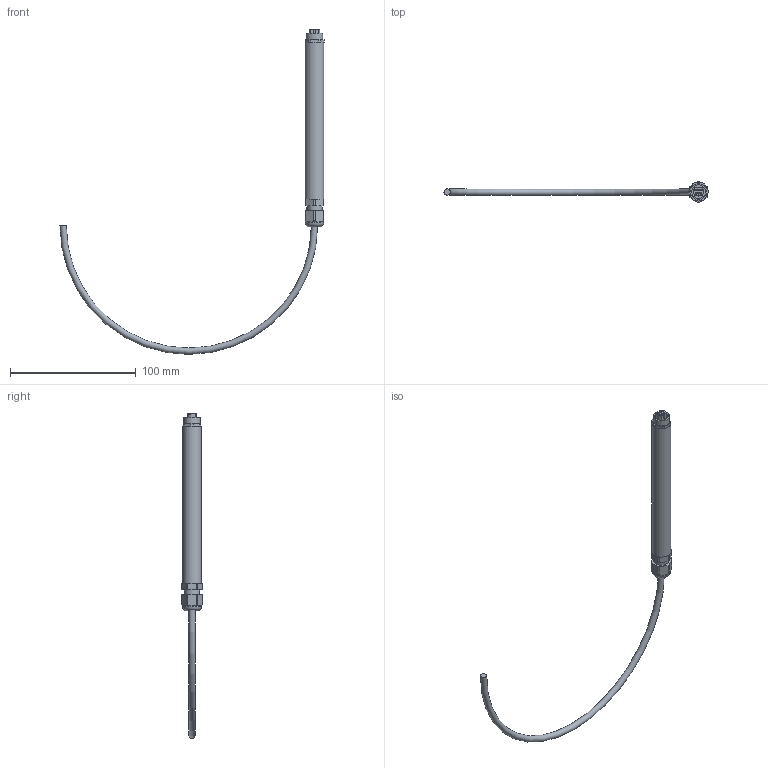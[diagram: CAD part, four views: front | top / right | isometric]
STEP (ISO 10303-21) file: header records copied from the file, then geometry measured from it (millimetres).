
FILE_DESCRIPTION(/* description */ (''),/* implementation_level */ '2;1');
FILE_NAME(/* name */ 'Pi-H001X.step',/* time_stamp */ '2021-08-02T08:57:48+02:00',/* author */ (''),/* organization */ (''),/* preprocessor_version */ 'ST-DEVELOPER v18.1',/* originating_system */ 'Autodesk Translation Framework v10.9.0.1377',/* authorisation */ '');
FILE_SCHEMA (('AUTOMOTIVE_DESIGN { 1 0 10303 214 3 1 1 }'));
Length unit declared in the file: millimetre
Products named in the file (5): Pi-H001X; E2-xx; Pi-xxx1X; M12_dlawnica; Przewod
Assembly tree (4 placements, depth 3):
  Pi-H001X
    E2-xx
    Pi-xxx1X
      M12_dlawnica
      Przewod
Bounding box: 210.08 x 16.59 x 258.32 mm (x, y, z)
Volume: 19306 mm3; surface area: 19353.5 mm2
Topology: 4 solids, 4 shells, 110 faces, 238 edges, 153 vertices
Faces by surface type: plane 54, cylinder 35, cone 16, torus 5
Full cylindrical faces by diameter (mm): 1.2 x7, 4 x1, 5.5 x1, 9.957 x1, 11 x1, 12 x4, 13 x1, 15 x2
Entity records: 3135 total; most frequent: CARTESIAN_POINT 558, DIRECTION 552, ORIENTED_EDGE 476, EDGE_CURVE 238, AXIS2_PLACEMENT_3D 219, VERTEX_POINT 153, EDGE_LOOP 131, LINE 114
